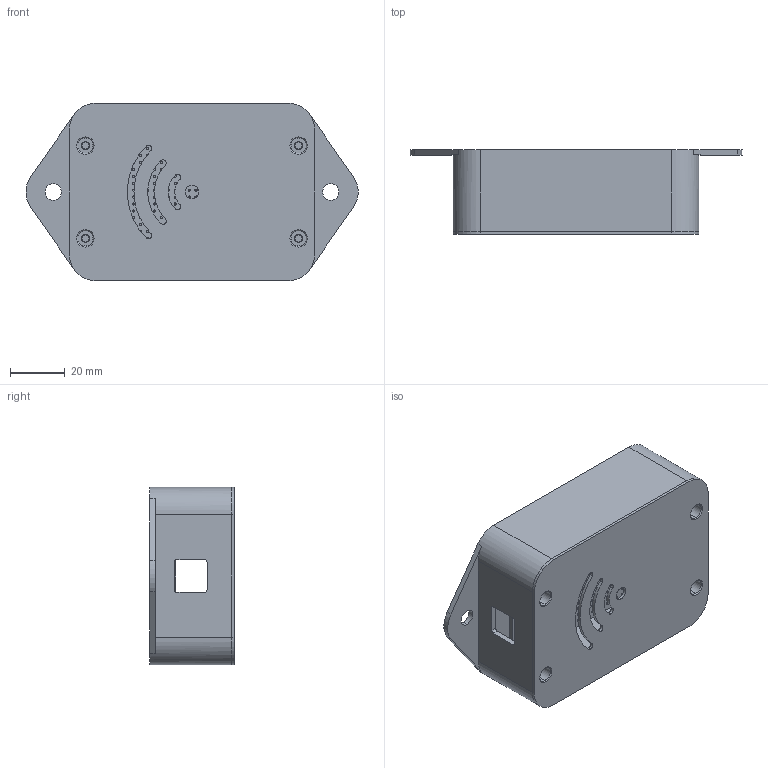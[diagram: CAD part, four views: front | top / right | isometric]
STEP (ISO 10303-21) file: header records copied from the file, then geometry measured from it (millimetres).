
FILE_DESCRIPTION (( 'STEP AP214' ), '1' );
FILE_NAME ('housing50x70.STEP', '2021-07-11T05:43:24', ( '' ), ( '' ), 'SwSTEP 2.0', 'SolidWorks 2014', '' );
FILE_SCHEMA (( 'AUTOMOTIVE_DESIGN' ));
Length unit declared in the file: millimetre
Products named in the file (3): Housing3; proto-board-50x70-1; housing50x70
Assembly tree (2 placements, depth 2):
  housing50x70
    proto-board-50x70-1
    Housing3
Bounding box: 121.52 x 31 x 65 mm (x, y, z)
Volume: 46119.2 mm3; surface area: 54273.5 mm2
Topology: 3 solids, 3 shells, 1121 faces, 3271 edges, 2170 vertices
Faces by surface type: cylinder 987, plane 94, cone 40
Entity records: 40298 total; most frequent: DIRECTION 7525, CARTESIAN_POINT 6739, ORIENTED_EDGE 6542, EDGE_CURVE 3271, AXIS2_PLACEMENT_3D 3164, VERTEX_POINT 2170, CIRCLE 2038, EDGE_LOOP 2031
